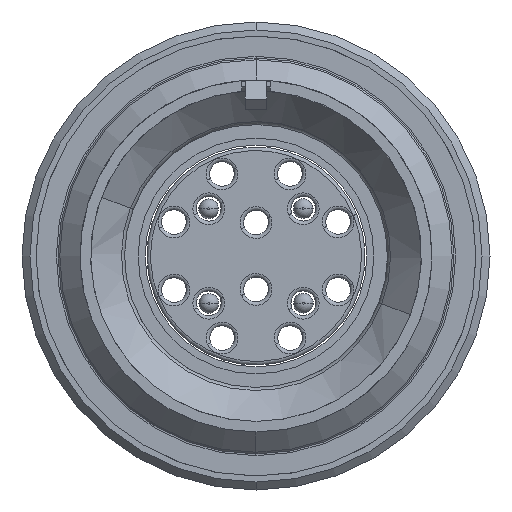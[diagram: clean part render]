
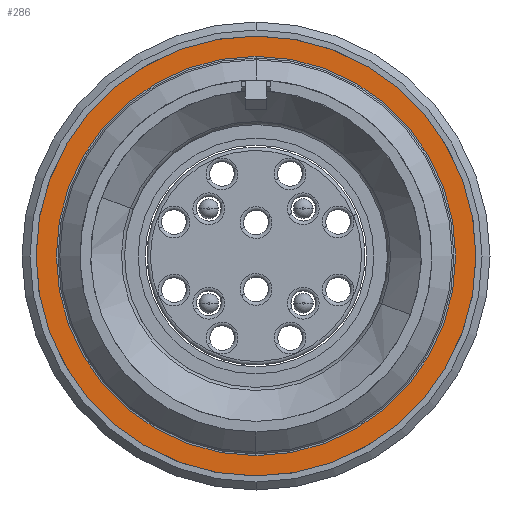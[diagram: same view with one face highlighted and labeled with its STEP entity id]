
A CAD part, front view. The second image highlights one B-rep face of the part: STEP entity #286.
In plain terms, the highlighted planar face has unit normal (0, -1, 0).
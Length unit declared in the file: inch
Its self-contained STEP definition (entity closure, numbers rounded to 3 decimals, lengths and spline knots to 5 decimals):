
#262 = VERTEX_POINT ( 'NONE', #3195 ) ;
#264 = VERTEX_POINT ( 'NONE', #3194 ) ;
#271 = EDGE_CURVE ( 'NONE', #264, #262, #3181, .T. ) ;
#277 = VERTEX_POINT ( 'NONE', #3229 ) ;
#278 = EDGE_CURVE ( 'NONE', #277, #299, #3228, .T. ) ;
#282 = EDGE_LOOP ( 'NONE', ( #2306, #2305 ) ) ;
#286 = ADVANCED_FACE ( 'NONE', ( #3214, #3213 ), #3212, .T. ) ;
#292 = EDGE_CURVE ( 'NONE', #299, #277, #3285, .T. ) ;
#299 = VERTEX_POINT ( 'NONE', #3268 ) ;
#2299 = ORIENTED_EDGE ( 'NONE', *, *, #278, .F. ) ;
#2300 = ORIENTED_EDGE ( 'NONE', *, *, #292, .F. ) ;
#2304 = EDGE_LOOP ( 'NONE', ( #2299, #2300 ) ) ;
#2305 = ORIENTED_EDGE ( 'NONE', *, *, #271, .T. ) ;
#2306 = ORIENTED_EDGE ( 'NONE', *, *, #2307, .T. ) ;
#2307 = EDGE_CURVE ( 'NONE', #262, #264, #3636, .T. ) ;
#3177 = DIRECTION ( 'NONE',  ( 0., 0., -1. ) ) ;
#3178 = DIRECTION ( 'NONE',  ( 0., 1., 0. ) ) ;
#3179 = CARTESIAN_POINT ( 'NONE',  ( -3.29693, 0.31777, 0. ) ) ;
#3180 = AXIS2_PLACEMENT_3D ( 'NONE', #3179, #3178, #3177 ) ;
#3181 = CIRCLE ( 'NONE', #3180, 0.5675 ) ;
#3194 = CARTESIAN_POINT ( 'NONE',  ( -3.29685, 0.31777, 0.5675 ) ) ;
#3195 = CARTESIAN_POINT ( 'NONE',  ( -3.297, 0.31777, -0.5675 ) ) ;
#3207 = DIRECTION ( 'NONE',  ( 0., 0., 1. ) ) ;
#3208 = DIRECTION ( 'NONE',  ( 0., -1., 0. ) ) ;
#3209 = AXIS2_PLACEMENT_3D ( 'NONE', #3211, #3208, #3207 ) ;
#3211 = CARTESIAN_POINT ( 'NONE',  ( -3.297, 0.31777, -0.5675 ) ) ;
#3212 = PLANE ( 'NONE',  #3209 ) ;
#3213 = FACE_OUTER_BOUND ( 'NONE', #2304, .T. ) ;
#3214 = FACE_BOUND ( 'NONE', #282, .T. ) ;
#3224 = DIRECTION ( 'NONE',  ( 0., 0., -1. ) ) ;
#3225 = DIRECTION ( 'NONE',  ( 0., 1., 0. ) ) ;
#3226 = CARTESIAN_POINT ( 'NONE',  ( -3.29693, 0.31777, 0. ) ) ;
#3227 = AXIS2_PLACEMENT_3D ( 'NONE', #3226, #3225, #3224 ) ;
#3228 = CIRCLE ( 'NONE', #3227, 0.625 ) ;
#3229 = CARTESIAN_POINT ( 'NONE',  ( -3.29701, 0.31777, -0.625 ) ) ;
#3268 = CARTESIAN_POINT ( 'NONE',  ( -3.29685, 0.31777, 0.625 ) ) ;
#3281 = DIRECTION ( 'NONE',  ( 0., 0., -1. ) ) ;
#3282 = DIRECTION ( 'NONE',  ( 0., 1., 0. ) ) ;
#3283 = CARTESIAN_POINT ( 'NONE',  ( -3.29693, 0.31777, 0. ) ) ;
#3284 = AXIS2_PLACEMENT_3D ( 'NONE', #3283, #3282, #3281 ) ;
#3285 = CIRCLE ( 'NONE', #3284, 0.625 ) ;
#3575 = CARTESIAN_POINT ( 'NONE',  ( -3.29693, 0.31777, 0. ) ) ;
#3633 = DIRECTION ( 'NONE',  ( 0., 0., -1. ) ) ;
#3634 = DIRECTION ( 'NONE',  ( 0., 1., 0. ) ) ;
#3635 = AXIS2_PLACEMENT_3D ( 'NONE', #3575, #3634, #3633 ) ;
#3636 = CIRCLE ( 'NONE', #3635, 0.5675 ) ;
